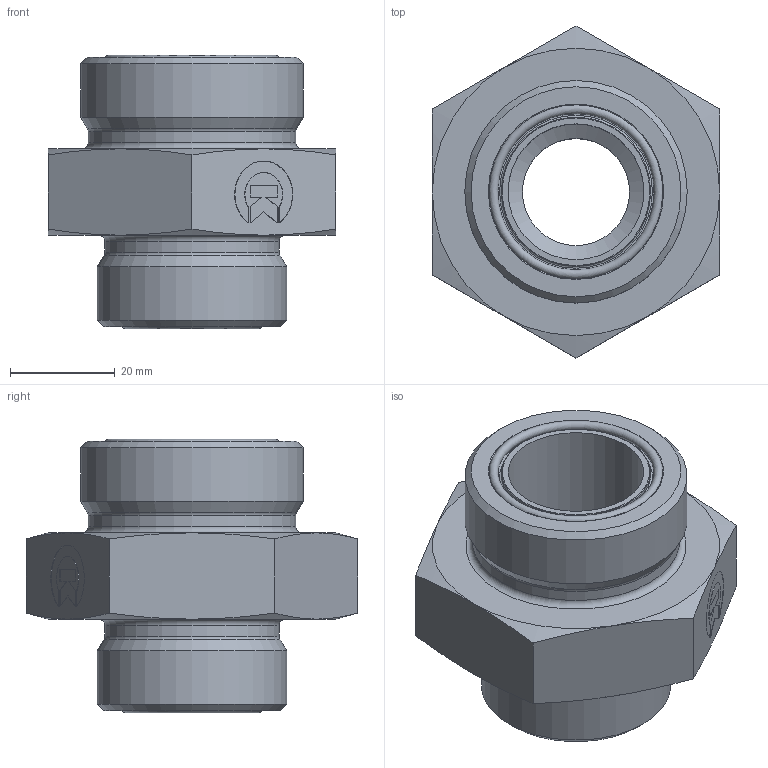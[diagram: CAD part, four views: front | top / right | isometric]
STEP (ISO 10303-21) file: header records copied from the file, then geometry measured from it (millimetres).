
FILE_DESCRIPTION((''),'2;1');
FILE_NAME('203102723Vi.stp','2015-01-09T14:40:13',(''),('KNOMI spol. s r. o.'),'Autodesk Inventor 2012','Autodesk Inventor 2012','');
FILE_SCHEMA(('AUTOMOTIVE_DESIGN { 1 2 10303 214 0 1 1 1 }'));
Length unit declared in the file: millimetre
Products named in the file (4): POS 30x25 (20-16) Vi 1 11/16-12 / 1 7/16-12 (WWW); 203112723; 6029870178Vi; 6023520178Vi
Assembly tree (3 placements, depth 2):
  POS 30x25 (20-16) Vi 1 11/16-12 / 1 7/16-12 (WWW)
    203112723
    6029870178Vi
    6023520178Vi
Bounding box: 55 x 63.51 x 52.32 mm (x, y, z)
Volume: 62006.7 mm3; surface area: 16980.7 mm2
Topology: 3 solids, 3 shells, 89 faces, 200 edges, 123 vertices
Faces by surface type: plane 44, cone 17, cylinder 14, torus 14
Full cylindrical faces by diameter (mm): 20.5 x1, 22.17 x1, 26 x1, 26.87 x1, 28.55 x1, 33.25 x1, 33.35 x1, 36.22 x1, 39.75 x1, 42.57 x1
Entity records: 2400 total; most frequent: CARTESIAN_POINT 434, DIRECTION 396, ORIENTED_EDGE 340, EDGE_CURVE 170, AXIS2_PLACEMENT_3D 154, EDGE_LOOP 128, VERTEX_POINT 120, FACE_OUTER_BOUND 89
